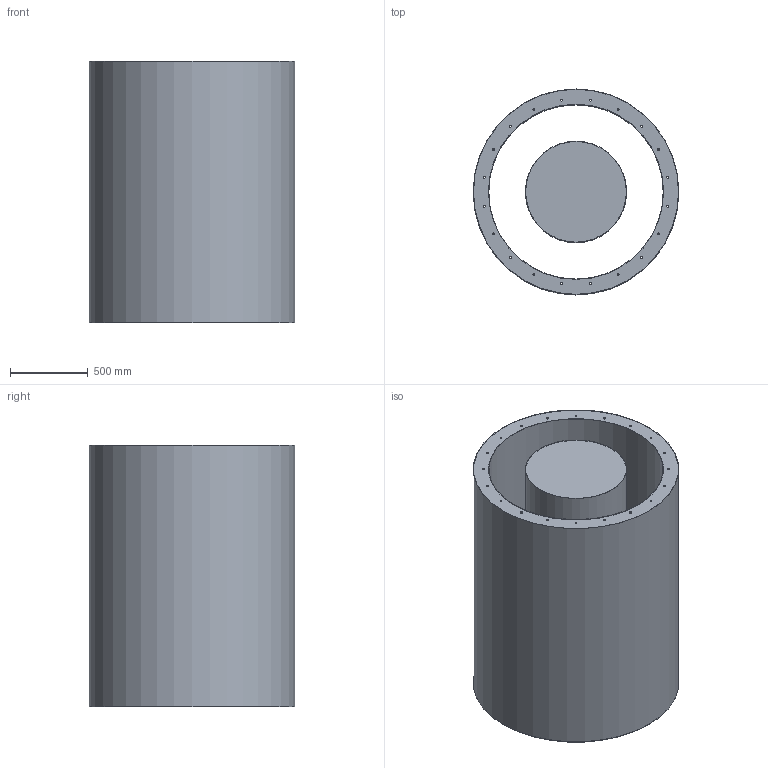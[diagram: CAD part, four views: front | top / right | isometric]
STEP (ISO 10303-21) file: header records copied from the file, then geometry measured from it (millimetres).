
FILE_DESCRIPTION (( 'STEP AP203' ), '1' );
FILE_NAME ('CCsb112x1,5D_1SI1120.STEP', '2022-02-23T13:10:29', ( '' ), ( '' ), 'SwSTEP 2.0', 'SolidWorks 2018', '' );
FILE_SCHEMA (( 'CONFIG_CONTROL_DESIGN' ));
Length unit declared in the file: millimetre
Products named in the file (1): CCsb112x1,5D_1SI1120
Bounding box: 1320 x 1320 x 1680 mm (x, y, z)
Volume: 35369922.5 mm3; surface area: 35372963.5 mm2
Topology: 2 solids, 3 shells, 54 faces, 178 edges, 132 vertices
Faces by surface type: cylinder 46, plane 8
Full cylindrical faces by diameter (mm): 12 x40, 646 x1, 650 x1, 1120 x1, 1124 x1, 1316 x1, 1320 x1
Entity records: 1701 total; most frequent: DIRECTION 294, CARTESIAN_POINT 239, EDGE_LOOP 184, ORIENTED_EDGE 184, AXIS2_PLACEMENT_3D 147, FACE_OUTER_BOUND 100, CIRCLE 92, EDGE_CURVE 92
